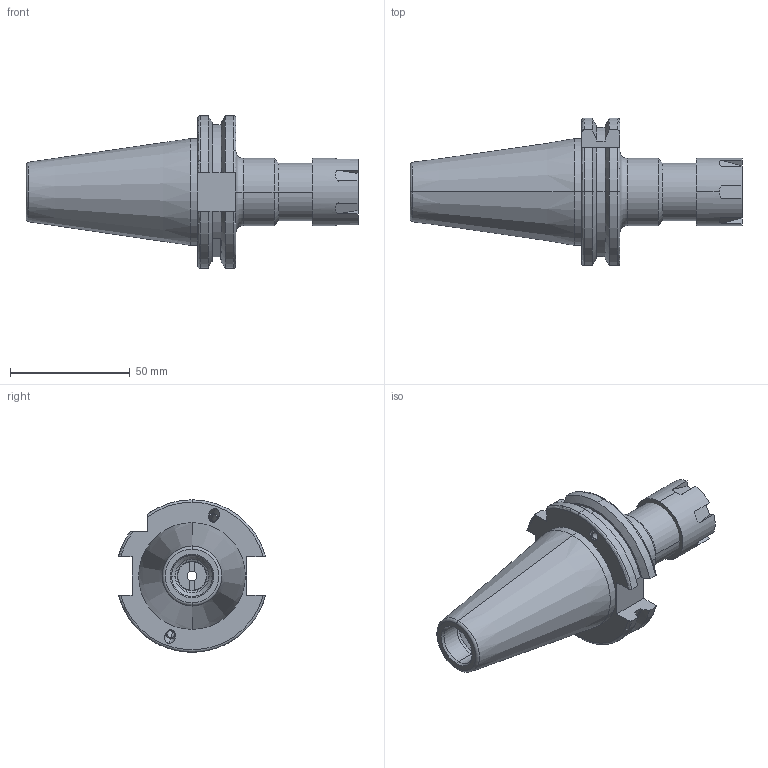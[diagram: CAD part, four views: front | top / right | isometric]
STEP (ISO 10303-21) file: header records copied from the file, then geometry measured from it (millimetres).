
FILE_DESCRIPTION (( 'STEP AP203' ), '1' );
FILE_NAME ('91406-ERM720070.STEP', '2022-12-13T07:01:43', ( '' ), ( '' ), 'SwSTEP 2.0', 'SolidWorks 2018', '' );
FILE_SCHEMA (( 'CONFIG_CONTROL_DESIGN' ));
Length unit declared in the file: millimetre
Products named in the file (6): SK40CCHER20070MFWW; NUTER20M; SCWM14X1.5; GS-M4X4_DIN 913 - M4 x 4-N; SK40CCHER20070FWW; 91406-ERM720070
Assembly tree (6 placements, depth 3):
  91406-ERM720070
    SK40CCHER20070FWW
      SK40CCHER20070MFWW
      NUTER20M
      SCWM14X1.5
      GS-M4X4_DIN 913 - M4 x 4-N  x2
Bounding box: 138.4 x 61.48 x 63.55 mm (x, y, z)
Volume: 119325.1 mm3; surface area: 31569.7 mm2
Topology: 5 solids, 5 shells, 269 faces, 693 edges, 442 vertices
Faces by surface type: cone 90, plane 87, cylinder 78, torus 14
Entity records: 7696 total; most frequent: CARTESIAN_POINT 1535, DIRECTION 1218, ORIENTED_EDGE 1142, EDGE_CURVE 571, AXIS2_PLACEMENT_3D 481, VERTEX_POINT 366, VECTOR 256, LINE 256
